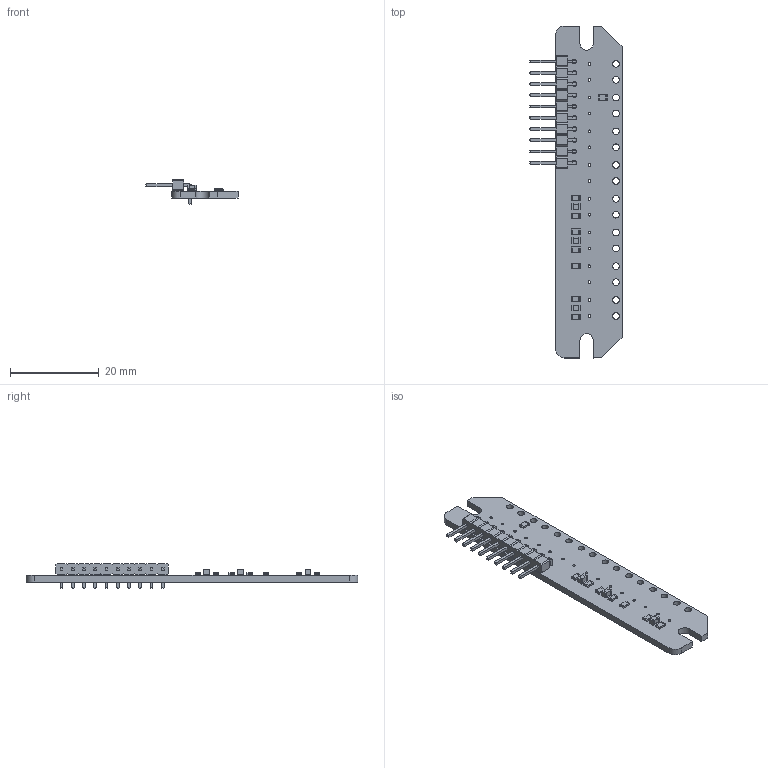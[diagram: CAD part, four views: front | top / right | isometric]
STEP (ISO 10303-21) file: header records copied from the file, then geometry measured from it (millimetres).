
FILE_DESCRIPTION(('KiCad electronic assembly'),'2;1');
FILE_NAME('GPS-Compass_UI.step','2025-11-19T16:12:59',('Pcbnew'),( 'Kicad'),'Open CASCADE STEP processor 7.9','KiCad to STEP converter' ,'Unknown');
FILE_SCHEMA(('AUTOMOTIVE_DESIGN { 1 0 10303 214 1 1 1 1 }'));
Length unit declared in the file: millimetre
Products named in the file (5): GPS-Compass_UI 1; C_0805_2012Metric; R_0805_2012Metric; PinHeader_1x10_P2.54mm_Horizontal; GPS-Compass_UI_PCB
Assembly tree (13 placements, depth 2):
  GPS-Compass_UI 1
    C_0805_2012Metric  x3
    R_0805_2012Metric  x8
    PinHeader_1x10_P2.54mm_Horizontal
    GPS-Compass_UI_PCB
Bounding box: 20.8 x 75 x 5.54 mm (x, y, z)
Volume: 1780.3 mm3; surface area: 3227.2 mm2
Topology: 13 solids, 13 shells, 626 faces, 1610 edges, 1036 vertices
Faces by surface type: plane 470, cylinder 156
Full cylindrical faces by diameter (mm): 0.6 x16, 1 x10, 1.5 x16
Entity records: 14144 total; most frequent: CARTESIAN_POINT 2024, ORIENTED_EDGE 1980, DIRECTION 1946, EDGE_CURVE 990, LINE 838, VECTOR 838, VERTEX_POINT 632, AXIS2_PLACEMENT_3D 554
